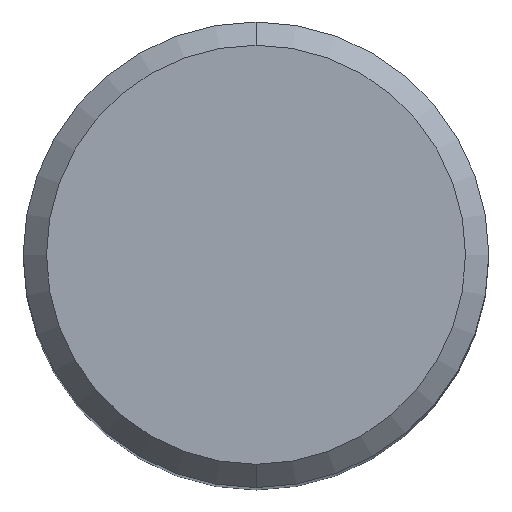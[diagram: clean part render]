
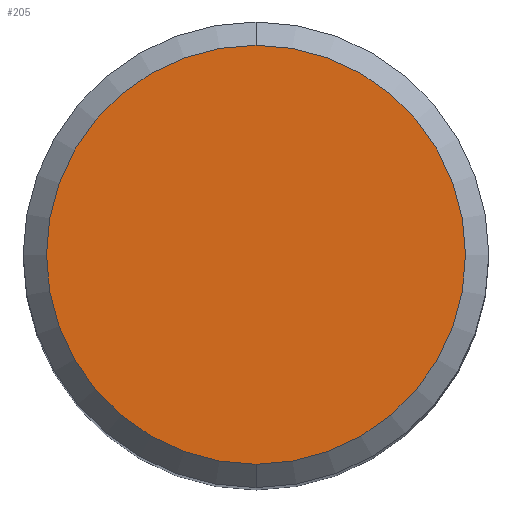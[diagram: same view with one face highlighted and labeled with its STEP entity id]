
A CAD part, top view. The second image highlights one B-rep face of the part: STEP entity #205.
In plain terms, the highlighted planar face has unit normal (0, 0, 1).
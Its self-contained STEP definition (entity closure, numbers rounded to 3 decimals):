
#205=ADVANCED_FACE('',(#516),#517,.T.);
#229=VERTEX_POINT('',#543);
#241=EDGE_CURVE('',#229,#251,#555,.T.);
#251=VERTEX_POINT('',#566);
#379=EDGE_CURVE('',#251,#229,#708,.T.);
#516=FACE_OUTER_BOUND('',#849,.T.);
#517=PLANE('',#850);
#543=CARTESIAN_POINT('',(0.,-7.2,0.0));
#555=CIRCLE('',#940,7.2);
#566=CARTESIAN_POINT('',(0.0,7.2,0.0));
#708=CIRCLE('',#1297,7.2);
#849=EDGE_LOOP('',(#1553,#1554));
#850=AXIS2_PLACEMENT_3D('',#1555,#1556,#1557);
#940=AXIS2_PLACEMENT_3D('',#1585,#1586,#1587);
#1297=AXIS2_PLACEMENT_3D('',#1765,#1766,#1767);
#1553=ORIENTED_EDGE('',*,*,#379,.F.);
#1554=ORIENTED_EDGE('',*,*,#241,.F.);
#1555=CARTESIAN_POINT('',(0.0,3.6,0.0));
#1556=DIRECTION('',(-0.0,0.0,1.0));
#1557=DIRECTION('',(0.0,-1.0,0.0));
#1585=CARTESIAN_POINT('',(0.0,0.0,0.0));
#1586=DIRECTION('',(0.0,0.0,-1.0));
#1587=DIRECTION('',(0.0,1.0,0.0));
#1765=CARTESIAN_POINT('',(0.0,0.0,0.0));
#1766=DIRECTION('',(0.0,0.0,-1.0));
#1767=DIRECTION('',(0.0,1.0,0.0));
